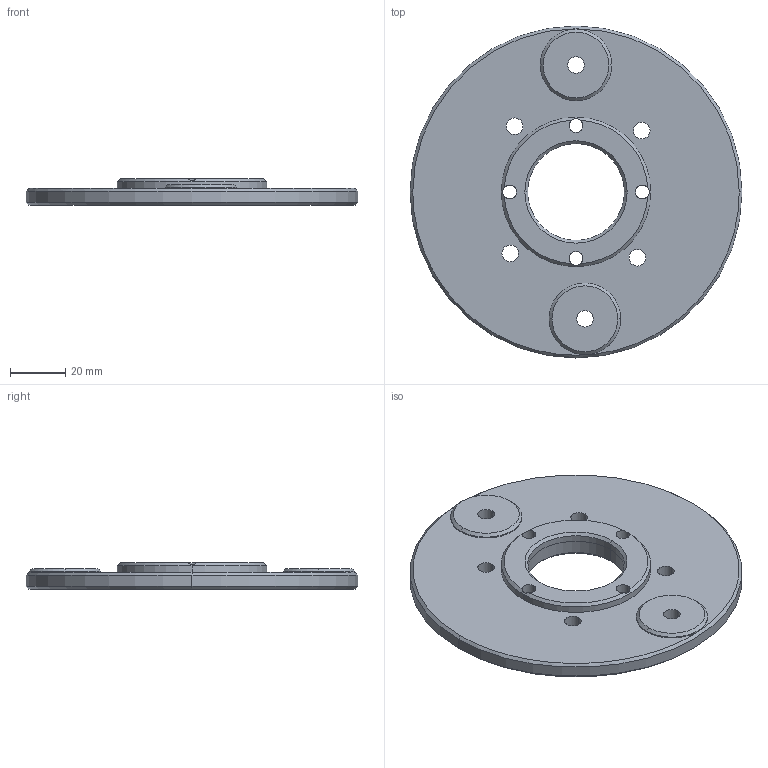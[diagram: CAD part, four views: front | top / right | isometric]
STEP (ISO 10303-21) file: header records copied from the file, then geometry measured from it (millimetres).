
FILE_DESCRIPTION (( 'STEP AP214' ), '1' );
FILE_NAME ('GoKart Adaptor Hub Aligner 43deg.STEP', '2023-09-03T17:12:29', ( '' ), ( '' ), 'SwSTEP 2.0', 'SolidWorks 2022', '' );
FILE_SCHEMA (( 'AUTOMOTIVE_DESIGN' ));
Length unit declared in the file: millimetre
Products named in the file (1): GoKart Adaptor Hub Aligner 43deg
Bounding box: 120 x 120 x 9.4 mm (x, y, z)
Volume: 65581 mm3; surface area: 27344.3 mm2
Topology: 2 solids, 2 shells, 60 faces, 158 edges, 100 vertices
Faces by surface type: cylinder 40, cone 14, plane 6
Entity records: 2049 total; most frequent: CARTESIAN_POINT 381, DIRECTION 372, ORIENTED_EDGE 316, AXIS2_PLACEMENT_3D 159, EDGE_CURVE 158, VERTEX_POINT 100, CIRCLE 98, EDGE_LOOP 90
